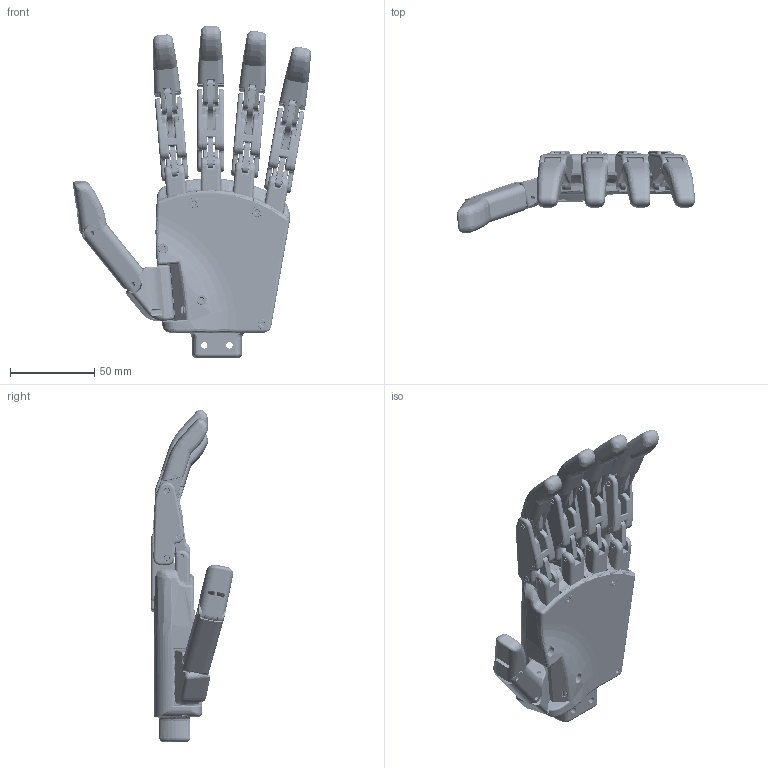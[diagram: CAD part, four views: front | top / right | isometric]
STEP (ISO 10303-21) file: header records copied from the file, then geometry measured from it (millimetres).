
FILE_DESCRIPTION(/* description */ (''),/* implementation_level */ '2;1');
FILE_NAME(/* name */ 'DB_Hand.step',/* time_stamp */ '2020-10-03T12:47:47+03:00',/* author */ (''),/* organization */ (''),/* preprocessor_version */ 'ST-DEVELOPER v18.1',/* originating_system */ 'Autodesk Translation Framework v9.3.0.1241',/* authorisation */ '');
FILE_SCHEMA (('AUTOMOTIVE_DESIGN { 1 0 10303 214 3 1 1 }'));
Products named in the file (59): Prot hand; Case; Main mount; Bottom mount; Fixings B; M3*12 B1; M3*12 B2; Top cover; Fixings top; M3*12 T2; M3*12 T3; M3*12 T4; M3*12 T5; M3*12 T1; Bottom cover L; Fixings bottom; M3*10 B3; M3*10 B2; M3*10 B1; Fingers; Finger v3; Штифт нижний 
тяга (3); Штифт верхний 
тяга (3); Штифт верхний 
рычаг (3); Штифт верхний 
силовой (3); Штифт нижний 
силовой (3); Штифт нижний 
рычаг (3); Нижняя фаланга 
(3); Тяга (3); Актуатор (3); Верхняя фаланга 
(3); N20 (3); Крепление(3); Рычаг (3); Латунная гайка; Finger v3 (2); Finger v3 (3); Finger v3 (4); Finger v3 (5); Finger v3 (6) ...
Assembly tree (128 placements, depth 5):
  Prot hand
    Case
      Main mount
      Bottom mount
        Fixings B
          M3*12 B1
          M3*12 B2
      Top cover
        Fixings top
          M3*12 T2
          M3*12 T3
          M3*12 T4
          M3*12 T5
          M3*12 T1
      Bottom cover L
        Fixings bottom
          M3*10 B3
          M3*10 B2
          M3*10 B1
    Fingers
      Finger v3
        Штифт нижний 
тяга (3)
        Штифт верхний 
тяга (3)
        Штифт верхний 
рычаг (3)
        Штифт верхний 
силовой (3)
        Штифт нижний 
силовой (3)
        Штифт нижний 
рычаг (3)
        Нижняя фаланга 
(3)
        Тяга (3)
        Актуатор (3)
        Верхняя фаланга 
(3)
        N20 (3)
        Крепление(3)
        Рычаг (3)
        Латунная гайка
      Finger v3 (2)
        Штифт нижний 
тяга (3) (1)
        Штифт верхний 
тяга (3) (1)
        Штифт верхний 
рычаг (3) (1)
        Штифт верхний 
силовой (3) (1)
        Штифт нижний 
силовой (3) (1)
        Штифт нижний 
рычаг (3) (1)
        Нижняя фаланга 
(3) (1)
        Тяга (3) (1)
        Актуатор (3) (1)
        Верхняя фаланга 
(3) (1)
        N20 (3) (1)
        Крепление(3) (1)
        Рычаг (3) (1)
        Латунная гайка 
(1)
      Finger v3 (3)
        Штифт нижний 
тяга (3) (1)
        Штифт верхний 
тяга (3) (1)
        Штифт верхний 
рычаг (3) (1)
        Штифт верхний 
силовой (3) (1)
        Штифт нижний 
силовой (3) (1)
        Штифт нижний 
рычаг (3) (1)
        Нижняя фаланга 
(3) (1)
        Тяга (3) (1)
        Актуатор (3) (1)
Bounding box: 141.46 x 48.91 x 197.11 mm (x, y, z)
Volume: 254233.8 mm3; surface area: 176858 mm2
Topology: 135 solids, 135 shells, 6190 faces, 16987 edges, 11074 vertices
Faces by surface type: cylinder 2942, plane 1275, torus 976, bspline 918, cone 44, sphere 35
Full cylindrical faces by diameter (mm): 1 x8, 1.2 x32, 2 x33, 2.15 x57, 2.2 x2, 2.3 x28, 2.356 x178, 2.5 x7, 2.529 x22, 2.9 x7, 3 x50, 3.111 x259, 3.15 x14, 3.3 x31, 3.8 x12, 3.908 x252, 4.109 x70, 4.5 x15, 5 x29, 6 x20, 6.529 x8, 8 x2
Entity records: 340302 total; most frequent: CARTESIAN_POINT 264595, ORIENTED_EDGE 16924, DIRECTION 13803, EDGE_CURVE 8462, VERTEX_POINT 5654, AXIS2_PLACEMENT_3D 5412, EDGE_LOOP 3200, LINE 2979
